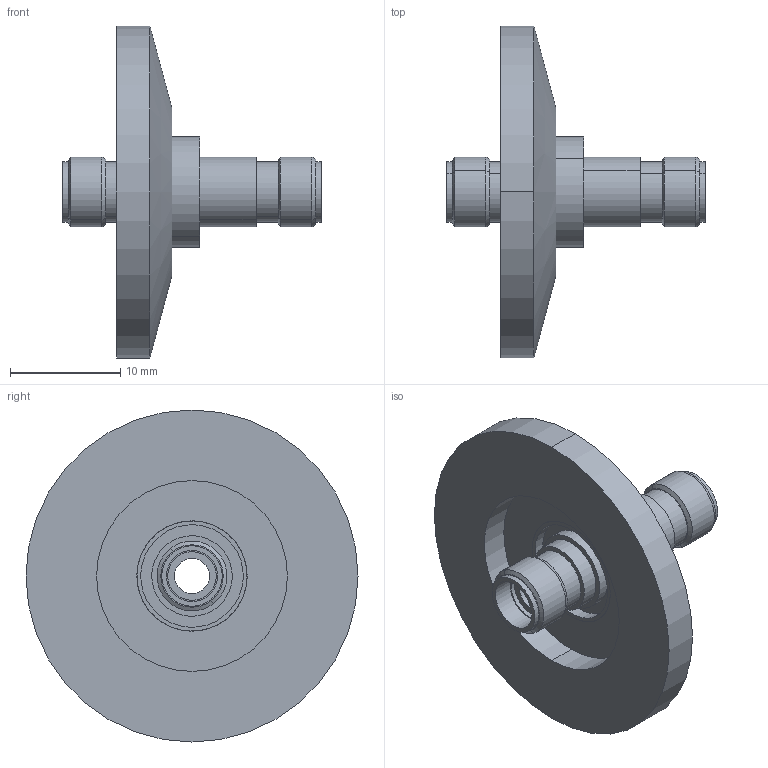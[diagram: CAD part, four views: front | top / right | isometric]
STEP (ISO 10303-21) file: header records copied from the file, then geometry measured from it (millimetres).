
FILE_DESCRIPTION (( 'STEP AP214' ), '1' );
FILE_NAME ('152-FCF-K16.STEP', '2020-05-19T13:24:35', ( '' ), ( '' ), 'SwSTEP 2.0', 'SolidWorks 2017', '' );
FILE_SCHEMA (( 'AUTOMOTIVE_DESIGN' ));
Length unit declared in the file: millimetre
Products named in the file (3): 152-FCF-K16; 9152-FCF; 9152-FCF-K16-X_9431-KF16-B
Assembly tree (2 placements, depth 2):
  152-FCF-K16
    9152-FCF-K16-X_9431-KF16-B
    9152-FCF
Bounding box: 23.43 x 30.1 x 30.1 mm (x, y, z)
Volume: 2868.6 mm3; surface area: 2760.6 mm2
Topology: 2 solids, 2 shells, 64 faces, 128 edges, 82 vertices
Faces by surface type: cylinder 36, plane 18, cone 10
Entity records: 1812 total; most frequent: DIRECTION 348, CARTESIAN_POINT 279, ORIENTED_EDGE 256, AXIS2_PLACEMENT_3D 151, EDGE_CURVE 128, EDGE_LOOP 82, VERTEX_POINT 82, CIRCLE 82
